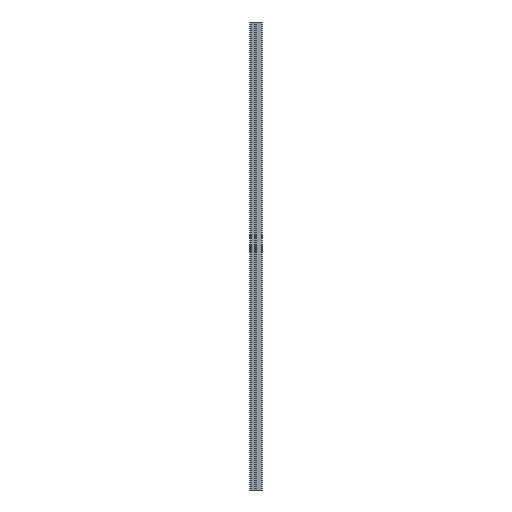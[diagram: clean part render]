
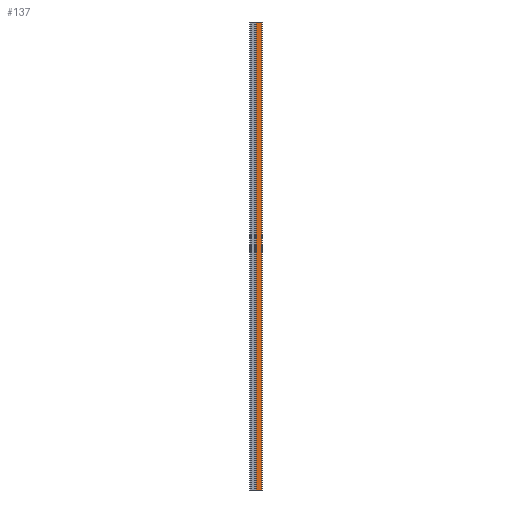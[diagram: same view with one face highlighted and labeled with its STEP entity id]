
A CAD part, left-side view. The second image highlights one B-rep face of the part: STEP entity #137.
In plain terms, the highlighted planar face has unit normal (-1, 0, 0).
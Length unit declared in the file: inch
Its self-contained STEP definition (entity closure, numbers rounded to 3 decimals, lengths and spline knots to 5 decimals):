
#137=ADVANCED_FACE('',(#339),#340,.T.);
#339=FACE_OUTER_BOUND('',#603,.T.);
#340=PLANE('',#604);
#603=EDGE_LOOP('',(#1007,#1008,#1009,#1010));
#604=AXIS2_PLACEMENT_3D('',#1011,#1012,#1013);
#1007=ORIENTED_EDGE('',*,*,#1779,.T.);
#1008=ORIENTED_EDGE('',*,*,#1780,.F.);
#1009=ORIENTED_EDGE('',*,*,#1706,.T.);
#1010=ORIENTED_EDGE('',*,*,#1781,.T.);
#1011=CARTESIAN_POINT('',(-0.8125,-0.8125,0.0));
#1012=DIRECTION('',(-1.0,0.0,0.0));
#1013=DIRECTION('',(0.0,-1.0,0.0));
#1706=EDGE_CURVE('',#2092,#2090,#2093,.T.);
#1779=EDGE_CURVE('',#2216,#2217,#2218,.T.);
#1780=EDGE_CURVE('',#2092,#2217,#2219,.T.);
#1781=EDGE_CURVE('',#2090,#2216,#2220,.T.);
#2090=VERTEX_POINT('',#2613);
#2092=VERTEX_POINT('',#2615);
#2093=LINE('',#2616,#2617);
#2216=VERTEX_POINT('',#2783);
#2217=VERTEX_POINT('',#2784);
#2218=LINE('',#2785,#2786);
#2219=LINE('',#2787,#2788);
#2220=LINE('',#2789,#2790);
#2613=CARTESIAN_POINT('',(-0.8125,-1.53375,0.0));
#2615=CARTESIAN_POINT('',(-0.8125,-0.09125,0.0));
#2616=CARTESIAN_POINT('',(-0.8125,-0.09125,0.0));
#2617=VECTOR('',#3244,1.0);
#2783=CARTESIAN_POINT('',(-0.8125,-1.53375,120.0));
#2784=CARTESIAN_POINT('',(-0.8125,-0.09125,120.0));
#2785=CARTESIAN_POINT('',(-0.8125,-0.09125,120.0));
#2786=VECTOR('',#3345,1.0);
#2787=CARTESIAN_POINT('',(-0.8125,-0.09125,0.0));
#2788=VECTOR('',#3346,1.0);
#2789=CARTESIAN_POINT('',(-0.8125,-1.53375,0.0));
#2790=VECTOR('',#3347,1.0);
#3244=DIRECTION('',(0.0,-1.0,0.0));
#3345=DIRECTION('',(0.0,1.0,0.0));
#3346=DIRECTION('',(0.0,0.0,1.0));
#3347=DIRECTION('',(0.0,0.0,1.0));
